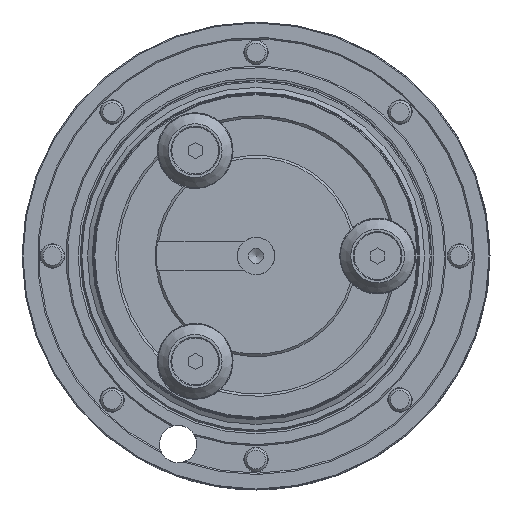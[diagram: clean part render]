
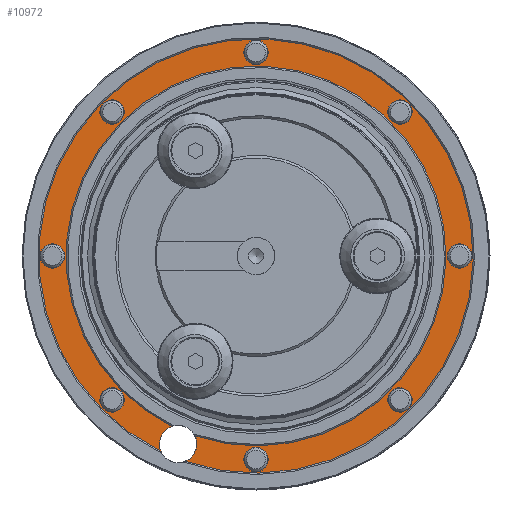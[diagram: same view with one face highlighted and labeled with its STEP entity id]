
A CAD part, front view. The second image highlights one B-rep face of the part: STEP entity #10972.
In plain terms, the highlighted planar face has unit normal (0, -1, 0).
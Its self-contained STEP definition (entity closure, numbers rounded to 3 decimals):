
#58 = EDGE_LOOP ( 'NONE', ( #1267 ) ) ;
#88 = CIRCLE ( 'NONE', #10258, 4. ) ;
#232 = DIRECTION ( 'NONE',  ( 0., 1., 0. ) ) ;
#337 = CARTESIAN_POINT ( 'NONE',  ( 0., -9.7, 46.1 ) ) ;
#459 = EDGE_CURVE ( 'NONE', #610, #5399, #15327, .T. ) ;
#610 = VERTEX_POINT ( 'NONE', #14289 ) ;
#695 = VERTEX_POINT ( 'NONE', #4339 ) ;
#943 = EDGE_LOOP ( 'NONE', ( #3154 ) ) ;
#1019 = DIRECTION ( 'NONE',  ( 0., 0., 1. ) ) ;
#1042 = CARTESIAN_POINT ( 'NONE',  ( 40.6, -9.7, 0. ) ) ;
#1108 = CIRCLE ( 'NONE', #12007, 2.6 ) ;
#1129 = CIRCLE ( 'NONE', #5188, 2.6 ) ;
#1153 = CARTESIAN_POINT ( 'NONE',  ( 0., -9.7, 0. ) ) ;
#1267 = ORIENTED_EDGE ( 'NONE', *, *, #10339, .F. ) ;
#1575 = EDGE_CURVE ( 'NONE', #7601, #610, #12986, .T. ) ;
#1584 = CARTESIAN_POINT ( 'NONE',  ( -16.647, -9.7, -40.189 ) ) ;
#1676 = AXIS2_PLACEMENT_3D ( 'NONE', #14250, #8368, #1019 ) ;
#1783 = CARTESIAN_POINT ( 'NONE',  ( 30.759, -9.7, -30.759 ) ) ;
#1846 = VERTEX_POINT ( 'NONE', #6794 ) ;
#2323 = AXIS2_PLACEMENT_3D ( 'NONE', #8284, #13263, #12045 ) ;
#2338 = CARTESIAN_POINT ( 'NONE',  ( 0., -9.7, 43.5 ) ) ;
#2510 = CARTESIAN_POINT ( 'NONE',  ( -30.759, -9.7, 33.359 ) ) ;
#2775 = EDGE_LOOP ( 'NONE', ( #9076 ) ) ;
#2870 = CARTESIAN_POINT ( 'NONE',  ( 43.5, -9.7, 0. ) ) ;
#2972 = CARTESIAN_POINT ( 'NONE',  ( -20.351, -9.7, -41.699 ) ) ;
#3137 = VERTEX_POINT ( 'NONE', #6659 ) ;
#3154 = ORIENTED_EDGE ( 'NONE', *, *, #12164, .F. ) ;
#3430 = FACE_BOUND ( 'NONE', #3491, .T. ) ;
#3443 = EDGE_LOOP ( 'NONE', ( #14219 ) ) ;
#3491 = EDGE_LOOP ( 'NONE', ( #4715 ) ) ;
#4054 = CIRCLE ( 'NONE', #9670, 2.6 ) ;
#4169 = EDGE_CURVE ( 'NONE', #4951, #7601, #88, .T. ) ;
#4202 = CARTESIAN_POINT ( 'NONE',  ( -17.961, -9.7, -36.411 ) ) ;
#4339 = CARTESIAN_POINT ( 'NONE',  ( 30.759, -9.7, 33.359 ) ) ;
#4427 = DIRECTION ( 'NONE',  ( 0., -1., 0. ) ) ;
#4518 = EDGE_CURVE ( 'NONE', #7706, #7706, #9820, .T. ) ;
#4684 = DIRECTION ( 'NONE',  ( 1., 0., 0. ) ) ;
#4715 = ORIENTED_EDGE ( 'NONE', *, *, #4518, .F. ) ;
#4951 = VERTEX_POINT ( 'NONE', #2972 ) ;
#5188 = AXIS2_PLACEMENT_3D ( 'NONE', #10916, #7429, #14245 ) ;
#5291 = ORIENTED_EDGE ( 'NONE', *, *, #5583, .F. ) ;
#5340 = CARTESIAN_POINT ( 'NONE',  ( -43.5, -9.7, 2.6 ) ) ;
#5351 = ORIENTED_EDGE ( 'NONE', *, *, #4169, .T. ) ;
#5399 = VERTEX_POINT ( 'NONE', #15544 ) ;
#5570 = DIRECTION ( 'NONE',  ( 0., 0., 1. ) ) ;
#5583 = EDGE_CURVE ( 'NONE', #13591, #13591, #1129, .T. ) ;
#5642 = DIRECTION ( 'NONE',  ( 0., -1., 0. ) ) ;
#5933 = DIRECTION ( 'NONE',  ( 0., -1., 0. ) ) ;
#5953 = EDGE_CURVE ( 'NONE', #3137, #3137, #1108, .T. ) ;
#5984 = CARTESIAN_POINT ( 'NONE',  ( 43.5, -9.7, 2.6 ) ) ;
#6144 = EDGE_LOOP ( 'NONE', ( #5291 ) ) ;
#6280 = AXIS2_PLACEMENT_3D ( 'NONE', #1153, #12188, #15586 ) ;
#6659 = CARTESIAN_POINT ( 'NONE',  ( 30.759, -9.7, -28.159 ) ) ;
#6794 = CARTESIAN_POINT ( 'NONE',  ( 0., -9.7, -40.9 ) ) ;
#7005 = DIRECTION ( 'NONE',  ( 0., 0., 1. ) ) ;
#7107 = FACE_BOUND ( 'NONE', #2775, .T. ) ;
#7146 = ORIENTED_EDGE ( 'NONE', *, *, #8633, .F. ) ;
#7202 = CARTESIAN_POINT ( 'NONE',  ( -43.5, -9.7, 0. ) ) ;
#7281 = ORIENTED_EDGE ( 'NONE', *, *, #1575, .T. ) ;
#7429 = DIRECTION ( 'NONE',  ( 0., -1., 0. ) ) ;
#7601 = VERTEX_POINT ( 'NONE', #4202 ) ;
#7643 = EDGE_CURVE ( 'NONE', #695, #695, #11329, .T. ) ;
#7668 = VERTEX_POINT ( 'NONE', #5340 ) ;
#7706 = VERTEX_POINT ( 'NONE', #9872 ) ;
#7982 = DIRECTION ( 'NONE',  ( 0., -1., 0. ) ) ;
#8091 = CIRCLE ( 'NONE', #6280, 46.4 ) ;
#8171 = ORIENTED_EDGE ( 'NONE', *, *, #11420, .F. ) ;
#8200 = CARTESIAN_POINT ( 'NONE',  ( 30.759, -9.7, 30.759 ) ) ;
#8209 = CARTESIAN_POINT ( 'NONE',  ( 0., -9.7, 0. ) ) ;
#8215 = CARTESIAN_POINT ( 'NONE',  ( 0., -9.7, -43.5 ) ) ;
#8284 = CARTESIAN_POINT ( 'NONE',  ( -16.647, -9.7, -40.189 ) ) ;
#8315 = FACE_BOUND ( 'NONE', #943, .T. ) ;
#8368 = DIRECTION ( 'NONE',  ( 0., -1., 0. ) ) ;
#8463 = DIRECTION ( 'NONE',  ( 0., 1., 0. ) ) ;
#8568 = AXIS2_PLACEMENT_3D ( 'NONE', #1042, #8463, #4684 ) ;
#8633 = EDGE_CURVE ( 'NONE', #10909, #10909, #4054, .T. ) ;
#9076 = ORIENTED_EDGE ( 'NONE', *, *, #5953, .F. ) ;
#9394 = CIRCLE ( 'NONE', #13181, 2.6 ) ;
#9503 = FACE_BOUND ( 'NONE', #58, .T. ) ;
#9659 = ORIENTED_EDGE ( 'NONE', *, *, #459, .T. ) ;
#9670 = AXIS2_PLACEMENT_3D ( 'NONE', #2870, #7982, #11087 ) ;
#9820 = CIRCLE ( 'NONE', #1676, 2.6 ) ;
#9872 = CARTESIAN_POINT ( 'NONE',  ( -30.759, -9.7, -28.159 ) ) ;
#10062 = VERTEX_POINT ( 'NONE', #337 ) ;
#10258 = AXIS2_PLACEMENT_3D ( 'NONE', #1584, #232, #14990 ) ;
#10339 = EDGE_CURVE ( 'NONE', #10062, #10062, #15196, .T. ) ;
#10661 = EDGE_CURVE ( 'NONE', #7668, #7668, #13895, .T. ) ;
#10666 = FACE_BOUND ( 'NONE', #15232, .T. ) ;
#10794 = AXIS2_PLACEMENT_3D ( 'NONE', #7202, #13396, #14532 ) ;
#10892 = FACE_OUTER_BOUND ( 'NONE', #15207, .T. ) ;
#10909 = VERTEX_POINT ( 'NONE', #5984 ) ;
#10916 = CARTESIAN_POINT ( 'NONE',  ( -30.759, -9.7, 30.759 ) ) ;
#10972 = ADVANCED_FACE ( 'NONE', ( #10892, #13374, #10666, #9503, #14445, #14364, #3430, #8315, #7107 ), #11920, .F. ) ;
#11087 = DIRECTION ( 'NONE',  ( 0., 0., 1. ) ) ;
#11329 = CIRCLE ( 'NONE', #14684, 2.6 ) ;
#11420 = EDGE_CURVE ( 'NONE', #4951, #5399, #8091, .T. ) ;
#11460 = DIRECTION ( 'NONE',  ( 0., 0., 1. ) ) ;
#11920 = PLANE ( 'NONE',  #8568 ) ;
#12007 = AXIS2_PLACEMENT_3D ( 'NONE', #1783, #13974, #11460 ) ;
#12045 = DIRECTION ( 'NONE',  ( 0., 0., 1. ) ) ;
#12164 = EDGE_CURVE ( 'NONE', #1846, #1846, #9394, .T. ) ;
#12188 = DIRECTION ( 'NONE',  ( 0., 1., 0. ) ) ;
#12876 = DIRECTION ( 'NONE',  ( 0., 1., 0. ) ) ;
#12986 = CIRCLE ( 'NONE', #14030, 40.6 ) ;
#13168 = EDGE_LOOP ( 'NONE', ( #7146 ) ) ;
#13181 = AXIS2_PLACEMENT_3D ( 'NONE', #8215, #5642, #5570 ) ;
#13263 = DIRECTION ( 'NONE',  ( 0., 1., 0. ) ) ;
#13374 = FACE_BOUND ( 'NONE', #13168, .T. ) ;
#13396 = DIRECTION ( 'NONE',  ( 0., -1., 0. ) ) ;
#13591 = VERTEX_POINT ( 'NONE', #2510 ) ;
#13895 = CIRCLE ( 'NONE', #10794, 2.6 ) ;
#13974 = DIRECTION ( 'NONE',  ( 0., -1., 0. ) ) ;
#14030 = AXIS2_PLACEMENT_3D ( 'NONE', #8209, #12876, #7005 ) ;
#14219 = ORIENTED_EDGE ( 'NONE', *, *, #10661, .F. ) ;
#14245 = DIRECTION ( 'NONE',  ( 0., 0., 1. ) ) ;
#14250 = CARTESIAN_POINT ( 'NONE',  ( -30.759, -9.7, -30.759 ) ) ;
#14289 = CARTESIAN_POINT ( 'NONE',  ( -13.046, -9.7, -38.447 ) ) ;
#14327 = DIRECTION ( 'NONE',  ( 0., 0., 1. ) ) ;
#14364 = FACE_BOUND ( 'NONE', #3443, .T. ) ;
#14445 = FACE_BOUND ( 'NONE', #6144, .T. ) ;
#14532 = DIRECTION ( 'NONE',  ( 0., 0., 1. ) ) ;
#14684 = AXIS2_PLACEMENT_3D ( 'NONE', #8200, #4427, #14327 ) ;
#14797 = DIRECTION ( 'NONE',  ( 0., 0., 1. ) ) ;
#14817 = ORIENTED_EDGE ( 'NONE', *, *, #7643, .F. ) ;
#14990 = DIRECTION ( 'NONE',  ( 0., 0., 1. ) ) ;
#15196 = CIRCLE ( 'NONE', #15433, 2.6 ) ;
#15207 = EDGE_LOOP ( 'NONE', ( #7281, #9659, #8171, #5351 ) ) ;
#15232 = EDGE_LOOP ( 'NONE', ( #14817 ) ) ;
#15327 = CIRCLE ( 'NONE', #2323, 4. ) ;
#15433 = AXIS2_PLACEMENT_3D ( 'NONE', #2338, #5933, #14797 ) ;
#15544 = CARTESIAN_POINT ( 'NONE',  ( -15.096, -9.7, -43.876 ) ) ;
#15586 = DIRECTION ( 'NONE',  ( 0., 0., 1. ) ) ;
